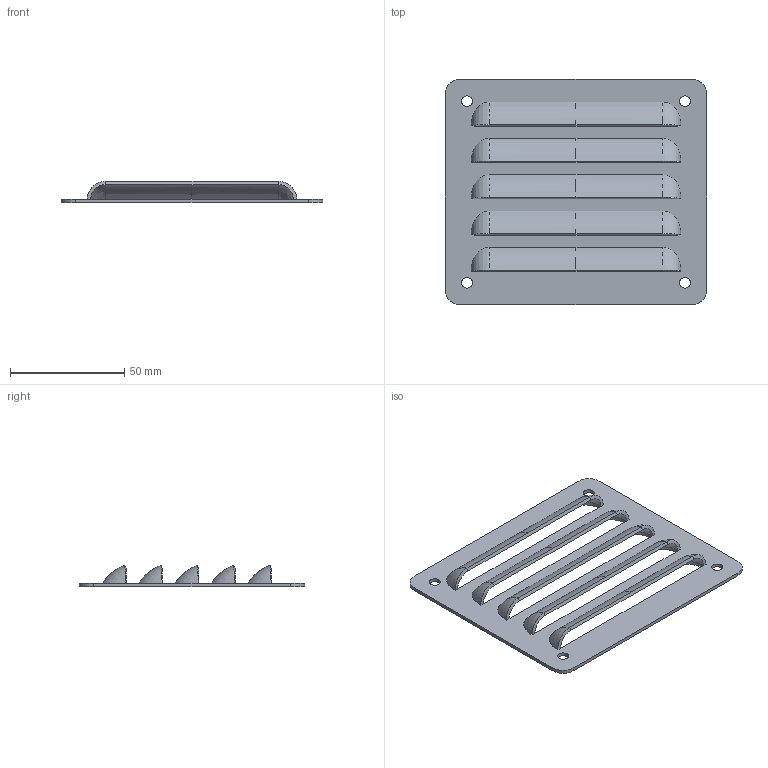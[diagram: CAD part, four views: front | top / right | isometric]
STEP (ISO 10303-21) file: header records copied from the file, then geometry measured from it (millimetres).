
FILE_DESCRIPTION (( 'STEP AP214' ), '1' );
FILE_NAME ('SCE-AVK33.STEP', '2022-09-02T13:15:45', ( '' ), ( '' ), 'SwSTEP 2.0', 'SolidWorks 2021', '' );
FILE_SCHEMA (( 'AUTOMOTIVE_DESIGN' ));
Length unit declared in the file: inch
Products named in the file (1): SCE-AVK33
Bounding box: 114.3 x 98.42 x 9.35 mm (x, y, z)
Volume: 19514.3 mm3; surface area: 27561.4 mm2
Topology: 1 solids, 1 shells, 91 faces, 222 edges, 133 vertices
Faces by surface type: bspline 40, cylinder 30, plane 21
Full cylindrical faces by diameter (mm): 4.763 x2
Entity records: 13813 total; most frequent: CARTESIAN_POINT 11934, ORIENTED_EDGE 440, DIRECTION 250, EDGE_CURVE 220, VERTEX_POINT 133, EDGE_LOOP 111, B_SPLINE_CURVE_WITH_KNOTS 104, FACE_OUTER_BOUND 93
